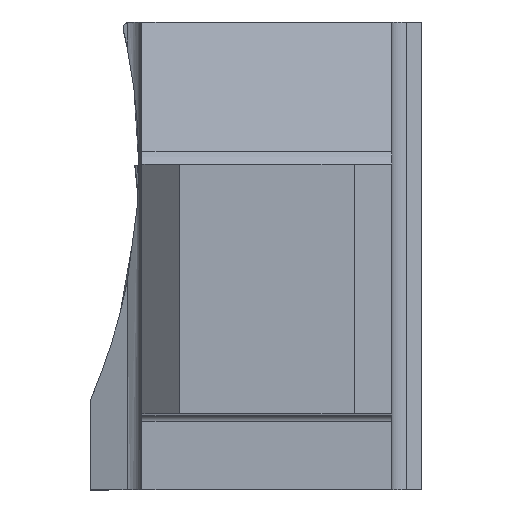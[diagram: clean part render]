
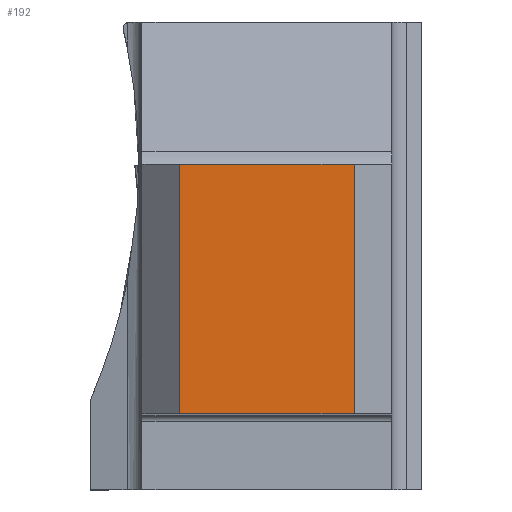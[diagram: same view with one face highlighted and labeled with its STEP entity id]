
A CAD part, top view. The second image highlights one B-rep face of the part: STEP entity #192.
In plain terms, the highlighted planar face has unit normal (0, 0, 1).
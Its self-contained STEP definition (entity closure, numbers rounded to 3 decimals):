
#192=ADVANCED_FACE('CU_BACK_SU1',(#310),#255,.F.);
#255=PLANE('',#1507);
#310=FACE_OUTER_BOUND('',#378,.T.);
#378=EDGE_LOOP('',(#547,#548,#549,#550));
#547=ORIENTED_EDGE('',*,*,#1031,.F.);
#548=ORIENTED_EDGE('',*,*,#1032,.T.);
#549=ORIENTED_EDGE('',*,*,#1033,.T.);
#550=ORIENTED_EDGE('',*,*,#1029,.F.);
#882=VERTEX_POINT('',#2196);
#883=VERTEX_POINT('',#2198);
#884=VERTEX_POINT('',#2202);
#885=VERTEX_POINT('',#2204);
#1029=EDGE_CURVE('',#882,#883,#1187,.T.);
#1031=EDGE_CURVE('',#884,#882,#1189,.T.);
#1032=EDGE_CURVE('',#884,#885,#1190,.T.);
#1033=EDGE_CURVE('',#885,#883,#1191,.T.);
#1187=LINE('',#2197,#1321);
#1189=LINE('',#2201,#1323);
#1190=LINE('',#2203,#1324);
#1191=LINE('',#2205,#1325);
#1321=VECTOR('',#1715,1.);
#1323=VECTOR('',#1719,1.);
#1324=VECTOR('',#1720,1.);
#1325=VECTOR('',#1721,1.);
#1507=AXIS2_PLACEMENT_3D('',#2206,#1722,#1723);
#1715=DIRECTION('',(1.,0.,0.));
#1719=DIRECTION('',(0.,1.,0.));
#1720=DIRECTION('',(1.,0.,0.));
#1721=DIRECTION('',(0.,1.,0.));
#1722=DIRECTION('',(0.,0.,-1.));
#1723=DIRECTION('',(-1.,0.,0.));
#2196=CARTESIAN_POINT('',(-16.925,19.925,0.));
#2197=CARTESIAN_POINT('',(-110.,19.925,0.));
#2198=CARTESIAN_POINT('',(-3.,19.925,0.));
#2201=CARTESIAN_POINT('',(-16.925,0.,0.));
#2202=CARTESIAN_POINT('',(-16.925,0.,0.));
#2203=CARTESIAN_POINT('',(-110.,0.,0.));
#2204=CARTESIAN_POINT('',(-3.,0.,0.));
#2205=CARTESIAN_POINT('',(-3.,0.,0.));
#2206=CARTESIAN_POINT('',(22.996,39.925,0.));
